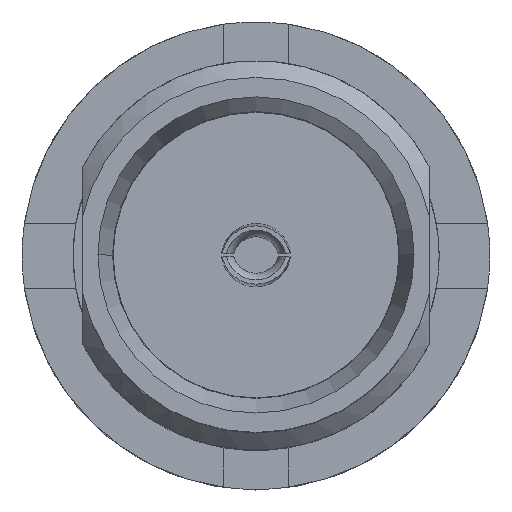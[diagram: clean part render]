
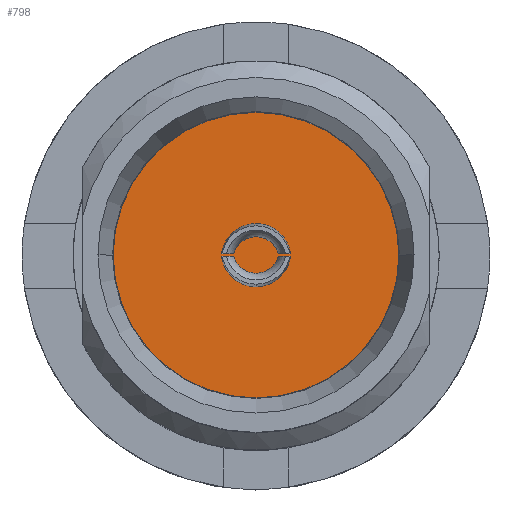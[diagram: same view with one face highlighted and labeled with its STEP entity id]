
A CAD part, top view. The second image highlights one B-rep face of the part: STEP entity #798.
In plain terms, the highlighted planar face has unit normal (0, 0, 1).
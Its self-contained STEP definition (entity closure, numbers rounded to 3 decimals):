
#14 = EDGE_CURVE ( 'NONE', #3075, #2043, #479, .T. ) ;
#47 = DIRECTION ( 'NONE',  ( 0., 0., -1. ) ) ;
#156 = CARTESIAN_POINT ( 'NONE',  ( -0.514, -0.081, -2.736 ) ) ;
#305 = AXIS2_PLACEMENT_3D ( 'NONE', #1253, #3348, #1551 ) ;
#372 = FACE_BOUND ( 'NONE', #2860, .T. ) ;
#376 = VERTEX_POINT ( 'NONE', #2286 ) ;
#378 = CARTESIAN_POINT ( 'NONE',  ( -0.514, 0.081, -2.736 ) ) ;
#462 = FACE_BOUND ( 'NONE', #1066, .T. ) ;
#479 =( BOUNDED_CURVE ( )  B_SPLINE_CURVE ( 3, ( #3570, #3765, #3723, #378 ),
 .UNSPECIFIED., .F., .T. ) 
 B_SPLINE_CURVE_WITH_KNOTS ( ( 4, 4 ),
 ( 1.855, 4.428 ),
 .UNSPECIFIED. ) 
 CURVE ( )  GEOMETRIC_REPRESENTATION_ITEM ( )  RATIONAL_B_SPLINE_CURVE ( ( 1., 0.52, 0.52, 1. ) ) 
 REPRESENTATION_ITEM ( '' )  );
#508 = VECTOR ( 'NONE', #1539, 1000. ) ;
#513 = CARTESIAN_POINT ( 'NONE',  ( 0.711, -0.475, -2.736 ) ) ;
#559 = CARTESIAN_POINT ( 'NONE',  ( 0., -0.081, -2.736 ) ) ;
#586 = ORIENTED_EDGE ( 'NONE', *, *, #1099, .F. ) ;
#636 = CARTESIAN_POINT ( 'NONE',  ( 0., -0.466, -2.736 ) ) ;
#644 = CARTESIAN_POINT ( 'NONE',  ( 0., -0.466, -2.736 ) ) ;
#686 = LINE ( 'NONE', #3510, #3803 ) ;
#741 = LINE ( 'NONE', #559, #2332 ) ;
#754 = CARTESIAN_POINT ( 'NONE',  ( 0.444, -0.318, -2.736 ) ) ;
#798 = ADVANCED_FACE ( 'NONE', ( #1971, #372, #462 ), #939, .F. ) ;
#804 = DIRECTION ( 'NONE',  ( -1., 0., 0. ) ) ;
#809 = VERTEX_POINT ( 'NONE', #644 ) ;
#858 = VERTEX_POINT ( 'NONE', #2727 ) ;
#889 =( BOUNDED_CURVE ( )  B_SPLINE_CURVE ( 3, ( #1364, #3146, #1964, #156 ),
 .UNSPECIFIED., .F., .T. ) 
 B_SPLINE_CURVE_WITH_KNOTS ( ( 4, 4 ),
 ( 3.142, 4.428 ),
 .UNSPECIFIED. ) 
 CURVE ( )  GEOMETRIC_REPRESENTATION_ITEM ( )  RATIONAL_B_SPLINE_CURVE ( ( 1., 0.867, 0.867, 1. ) ) 
 REPRESENTATION_ITEM ( '' )  );
#939 = PLANE ( 'NONE',  #2970 ) ;
#991 =( BOUNDED_CURVE ( )  B_SPLINE_CURVE ( 3, ( #3815, #1392, #513, #2584 ),
 .UNSPECIFIED., .F., .F. ) 
 B_SPLINE_CURVE_WITH_KNOTS ( ( 4, 4 ),
 ( 3.142, 4.524 ),
 .UNSPECIFIED. ) 
 CURVE ( )  GEOMETRIC_REPRESENTATION_ITEM ( )  RATIONAL_B_SPLINE_CURVE ( ( 1., 0.847, 0.847, 1. ) ) 
 REPRESENTATION_ITEM ( '' )  );
#1001 = EDGE_CURVE ( 'NONE', #809, #1802, #889, .T. ) ;
#1019 = CARTESIAN_POINT ( 'NONE',  ( 3.3, 0., -2.736 ) ) ;
#1061 = CARTESIAN_POINT ( 'NONE',  ( 0., -0.731, -2.736 ) ) ;
#1066 = EDGE_LOOP ( 'NONE', ( #1940, #2121, #3056, #3604, #586, #1436 ) ) ;
#1099 = EDGE_CURVE ( 'NONE', #1802, #3536, #686, .T. ) ;
#1253 = CARTESIAN_POINT ( 'NONE',  ( 0., 0., -2.736 ) ) ;
#1280 = DIRECTION ( 'NONE',  ( -1., 0., 0. ) ) ;
#1293 = VERTEX_POINT ( 'NONE', #2950 ) ;
#1304 = CARTESIAN_POINT ( 'NONE',  ( -0.786, -0.081, -2.736 ) ) ;
#1313 = CARTESIAN_POINT ( 'NONE',  ( -0.786, -0.081, -2.736 ) ) ;
#1364 = CARTESIAN_POINT ( 'NONE',  ( 0., -0.466, -2.736 ) ) ;
#1392 = CARTESIAN_POINT ( 'NONE',  ( 0.401, -0.731, -2.736 ) ) ;
#1429 = EDGE_CURVE ( 'NONE', #858, #2975, #2888, .T. ) ;
#1431 = EDGE_CURVE ( 'NONE', #376, #3075, #3709, .T. ) ;
#1436 = ORIENTED_EDGE ( 'NONE', *, *, #1001, .F. ) ;
#1475 = CIRCLE ( 'NONE', #3504, 3.3 ) ;
#1514 =( BOUNDED_CURVE ( )  B_SPLINE_CURVE ( 3, ( #2633, #2291, #1574, #2012 ),
 .UNSPECIFIED., .F., .F. ) 
 B_SPLINE_CURVE_WITH_KNOTS ( ( 4, 4 ),
 ( 1.759, 4.524 ),
 .UNSPECIFIED. ) 
 CURVE ( )  GEOMETRIC_REPRESENTATION_ITEM ( )  RATIONAL_B_SPLINE_CURVE ( ( 1., 0.458, 0.458, 1. ) ) 
 REPRESENTATION_ITEM ( '' )  );
#1519 = ORIENTED_EDGE ( 'NONE', *, *, #14, .T. ) ;
#1539 = DIRECTION ( 'NONE',  ( -1., 0., 0. ) ) ;
#1551 = DIRECTION ( 'NONE',  ( -1., 0., 0. ) ) ;
#1569 = ORIENTED_EDGE ( 'NONE', *, *, #1629, .T. ) ;
#1574 = CARTESIAN_POINT ( 'NONE',  ( 0.571, 1.204, -2.736 ) ) ;
#1629 = EDGE_CURVE ( 'NONE', #2043, #3184, #3080, .T. ) ;
#1647 = CARTESIAN_POINT ( 'NONE',  ( 0., 0.081, -2.736 ) ) ;
#1675 = CARTESIAN_POINT ( 'NONE',  ( 0., -0.731, -2.736 ) ) ;
#1802 = VERTEX_POINT ( 'NONE', #2310 ) ;
#1940 = ORIENTED_EDGE ( 'NONE', *, *, #2323, .F. ) ;
#1964 = CARTESIAN_POINT ( 'NONE',  ( -0.444, -0.318, -2.736 ) ) ;
#1971 = FACE_OUTER_BOUND ( 'NONE', #3296, .T. ) ;
#2012 = CARTESIAN_POINT ( 'NONE',  ( 0.786, 0.081, -2.736 ) ) ;
#2043 = VERTEX_POINT ( 'NONE', #2366 ) ;
#2109 = EDGE_CURVE ( 'NONE', #3536, #3010, #2547, .T. ) ;
#2121 = ORIENTED_EDGE ( 'NONE', *, *, #3266, .F. ) ;
#2141 = DIRECTION ( 'NONE',  ( -1., 0., 0. ) ) ;
#2282 = VECTOR ( 'NONE', #2842, 1000. ) ;
#2286 = CARTESIAN_POINT ( 'NONE',  ( 0.786, 0.081, -2.736 ) ) ;
#2291 = CARTESIAN_POINT ( 'NONE',  ( -0.571, 1.204, -2.736 ) ) ;
#2310 = CARTESIAN_POINT ( 'NONE',  ( -0.514, -0.081, -2.736 ) ) ;
#2323 = EDGE_CURVE ( 'NONE', #1293, #809, #2458, .T. ) ;
#2332 = VECTOR ( 'NONE', #1280, 1000. ) ;
#2366 = CARTESIAN_POINT ( 'NONE',  ( -0.514, 0.081, -2.736 ) ) ;
#2458 =( BOUNDED_CURVE ( )  B_SPLINE_CURVE ( 3, ( #3822, #754, #3779, #636 ),
 .UNSPECIFIED., .F., .T. ) 
 B_SPLINE_CURVE_WITH_KNOTS ( ( 4, 4 ),
 ( 1.855, 3.142 ),
 .UNSPECIFIED. ) 
 CURVE ( )  GEOMETRIC_REPRESENTATION_ITEM ( )  RATIONAL_B_SPLINE_CURVE ( ( 1., 0.867, 0.867, 1. ) ) 
 REPRESENTATION_ITEM ( '' )  );
#2528 = CARTESIAN_POINT ( 'NONE',  ( 0.514, 0.081, -2.736 ) ) ;
#2547 =( BOUNDED_CURVE ( )  B_SPLINE_CURVE ( 3, ( #1313, #3363, #3447, #1675 ),
 .UNSPECIFIED., .F., .F. ) 
 B_SPLINE_CURVE_WITH_KNOTS ( ( 4, 4 ),
 ( 1.759, 3.142 ),
 .UNSPECIFIED. ) 
 CURVE ( )  GEOMETRIC_REPRESENTATION_ITEM ( )  RATIONAL_B_SPLINE_CURVE ( ( 1., 0.847, 0.847, 1. ) ) 
 REPRESENTATION_ITEM ( '' )  );
#2584 = CARTESIAN_POINT ( 'NONE',  ( 0.786, -0.081, -2.736 ) ) ;
#2588 = EDGE_CURVE ( 'NONE', #2975, #858, #1475, .T. ) ;
#2630 = ORIENTED_EDGE ( 'NONE', *, *, #1429, .F. ) ;
#2633 = CARTESIAN_POINT ( 'NONE',  ( -0.786, 0.081, -2.736 ) ) ;
#2727 = CARTESIAN_POINT ( 'NONE',  ( -3.3, 0., -2.736 ) ) ;
#2775 = ORIENTED_EDGE ( 'NONE', *, *, #1431, .T. ) ;
#2831 = ORIENTED_EDGE ( 'NONE', *, *, #2900, .T. ) ;
#2842 = DIRECTION ( 'NONE',  ( -1., 0., 0. ) ) ;
#2860 = EDGE_LOOP ( 'NONE', ( #2775, #1519, #1569, #2831 ) ) ;
#2874 = VERTEX_POINT ( 'NONE', #2968 ) ;
#2888 = CIRCLE ( 'NONE', #305, 3.3 ) ;
#2900 = EDGE_CURVE ( 'NONE', #3184, #376, #1514, .T. ) ;
#2950 = CARTESIAN_POINT ( 'NONE',  ( 0.514, -0.081, -2.736 ) ) ;
#2968 = CARTESIAN_POINT ( 'NONE',  ( 0.786, -0.081, -2.736 ) ) ;
#2970 = AXIS2_PLACEMENT_3D ( 'NONE', #3021, #47, #2141 ) ;
#2975 = VERTEX_POINT ( 'NONE', #1019 ) ;
#3010 = VERTEX_POINT ( 'NONE', #1061 ) ;
#3021 = CARTESIAN_POINT ( 'NONE',  ( 0., 0., -2.736 ) ) ;
#3033 = CARTESIAN_POINT ( 'NONE',  ( 0., 0.081, -2.736 ) ) ;
#3056 = ORIENTED_EDGE ( 'NONE', *, *, #3650, .F. ) ;
#3063 = ORIENTED_EDGE ( 'NONE', *, *, #2588, .F. ) ;
#3075 = VERTEX_POINT ( 'NONE', #2528 ) ;
#3080 = LINE ( 'NONE', #1647, #2282 ) ;
#3146 = CARTESIAN_POINT ( 'NONE',  ( -0.247, -0.466, -2.736 ) ) ;
#3184 = VERTEX_POINT ( 'NONE', #3489 ) ;
#3250 = CARTESIAN_POINT ( 'NONE',  ( 0., 0., -2.736 ) ) ;
#3266 = EDGE_CURVE ( 'NONE', #2874, #1293, #741, .T. ) ;
#3296 = EDGE_LOOP ( 'NONE', ( #3063, #2630 ) ) ;
#3306 = DIRECTION ( 'NONE',  ( 0., 0., -1. ) ) ;
#3348 = DIRECTION ( 'NONE',  ( 0., 0., -1. ) ) ;
#3363 = CARTESIAN_POINT ( 'NONE',  ( -0.711, -0.475, -2.736 ) ) ;
#3428 = DIRECTION ( 'NONE',  ( -1., 0., 0. ) ) ;
#3447 = CARTESIAN_POINT ( 'NONE',  ( -0.401, -0.731, -2.736 ) ) ;
#3489 = CARTESIAN_POINT ( 'NONE',  ( -0.786, 0.081, -2.736 ) ) ;
#3504 = AXIS2_PLACEMENT_3D ( 'NONE', #3250, #3306, #3428 ) ;
#3510 = CARTESIAN_POINT ( 'NONE',  ( 0., -0.081, -2.736 ) ) ;
#3536 = VERTEX_POINT ( 'NONE', #1304 ) ;
#3570 = CARTESIAN_POINT ( 'NONE',  ( 0.514, 0.081, -2.736 ) ) ;
#3604 = ORIENTED_EDGE ( 'NONE', *, *, #2109, .F. ) ;
#3650 = EDGE_CURVE ( 'NONE', #3010, #2874, #991, .T. ) ;
#3709 = LINE ( 'NONE', #3033, #508 ) ;
#3723 = CARTESIAN_POINT ( 'NONE',  ( -0.329, 0.712, -2.736 ) ) ;
#3765 = CARTESIAN_POINT ( 'NONE',  ( 0.329, 0.712, -2.736 ) ) ;
#3779 = CARTESIAN_POINT ( 'NONE',  ( 0.247, -0.466, -2.736 ) ) ;
#3803 = VECTOR ( 'NONE', #804, 1000. ) ;
#3815 = CARTESIAN_POINT ( 'NONE',  ( 0., -0.731, -2.736 ) ) ;
#3822 = CARTESIAN_POINT ( 'NONE',  ( 0.514, -0.081, -2.736 ) ) ;
